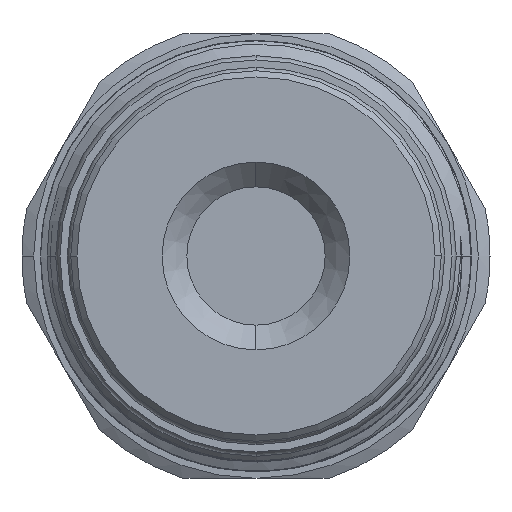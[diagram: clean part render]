
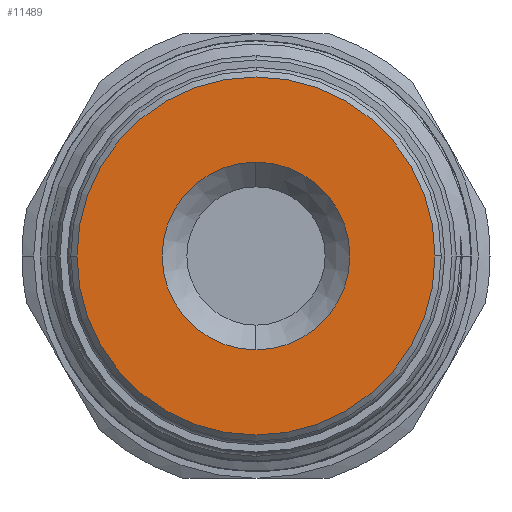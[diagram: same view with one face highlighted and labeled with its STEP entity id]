
A CAD part, left-side view. The second image highlights one B-rep face of the part: STEP entity #11489.
In plain terms, the highlighted planar face has unit normal (-1, 0, 0).
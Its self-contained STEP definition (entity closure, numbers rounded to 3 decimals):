
#444 = CARTESIAN_POINT ( 'NONE',  ( -47.85, -14.5, 0. ) ) ;
#667 = DIRECTION ( 'NONE',  ( -1., 0., 0. ) ) ;
#998 = DIRECTION ( 'NONE',  ( -1., 0., 0. ) ) ;
#1351 = CARTESIAN_POINT ( 'NONE',  ( -47.85, 0., 0. ) ) ;
#2646 = VERTEX_POINT ( 'NONE', #444 ) ;
#2965 = CARTESIAN_POINT ( 'NONE',  ( -47.85, 0., 0. ) ) ;
#3598 = DIRECTION ( 'NONE',  ( 0., 1., 0. ) ) ;
#3635 = DIRECTION ( 'NONE',  ( 1., 0., 0. ) ) ;
#4319 = CARTESIAN_POINT ( 'NONE',  ( -47.85, 14.5, 0. ) ) ;
#4931 = ORIENTED_EDGE ( 'NONE', *, *, #6348, .T. ) ;
#5223 = ORIENTED_EDGE ( 'NONE', *, *, #12270, .T. ) ;
#5361 = VERTEX_POINT ( 'NONE', #12345 ) ;
#5825 = DIRECTION ( 'NONE',  ( 0., 1., 0. ) ) ;
#5897 = FACE_BOUND ( 'NONE', #9417, .T. ) ;
#6075 = CIRCLE ( 'NONE', #12496, 14.5 ) ;
#6308 = VERTEX_POINT ( 'NONE', #12347 ) ;
#6348 = EDGE_CURVE ( 'NONE', #6308, #5361, #7274, .T. ) ;
#6660 = FACE_OUTER_BOUND ( 'NONE', #9664, .T. ) ;
#6671 = CARTESIAN_POINT ( 'NONE',  ( -47.85, 0., 0. ) ) ;
#6727 = PLANE ( 'NONE',  #12421 ) ;
#6888 = AXIS2_PLACEMENT_3D ( 'NONE', #2965, #998, #7893 ) ;
#7274 = CIRCLE ( 'NONE', #11480, 7.6 ) ;
#7284 = VERTEX_POINT ( 'NONE', #4319 ) ;
#7548 = ORIENTED_EDGE ( 'NONE', *, *, #10609, .T. ) ;
#7560 = DIRECTION ( 'NONE',  ( 0., 1., 0. ) ) ;
#7741 = CIRCLE ( 'NONE', #11965, 7.6 ) ;
#7893 = DIRECTION ( 'NONE',  ( 0., 1., 0. ) ) ;
#8284 = DIRECTION ( 'NONE',  ( 0., 1., 0. ) ) ;
#8501 = ORIENTED_EDGE ( 'NONE', *, *, #11857, .T. ) ;
#9151 = DIRECTION ( 'NONE',  ( 1., 0., 0. ) ) ;
#9388 = CARTESIAN_POINT ( 'NONE',  ( -47.85, 0., 0. ) ) ;
#9417 = EDGE_LOOP ( 'NONE', ( #4931, #8501 ) ) ;
#9664 = EDGE_LOOP ( 'NONE', ( #5223, #7548 ) ) ;
#10609 = EDGE_CURVE ( 'NONE', #2646, #7284, #6075, .T. ) ;
#10790 = CARTESIAN_POINT ( 'NONE',  ( -47.85, 0., 0. ) ) ;
#11090 = CIRCLE ( 'NONE', #6888, 14.5 ) ;
#11480 = AXIS2_PLACEMENT_3D ( 'NONE', #6671, #3635, #3598 ) ;
#11489 = ADVANCED_FACE ( 'NONE', ( #6660, #5897 ), #6727, .F. ) ;
#11857 = EDGE_CURVE ( 'NONE', #5361, #6308, #7741, .T. ) ;
#11965 = AXIS2_PLACEMENT_3D ( 'NONE', #1351, #9151, #8284 ) ;
#12270 = EDGE_CURVE ( 'NONE', #7284, #2646, #11090, .T. ) ;
#12345 = CARTESIAN_POINT ( 'NONE',  ( -47.85, 0., -7.6 ) ) ;
#12347 = CARTESIAN_POINT ( 'NONE',  ( -47.85, 0., 7.6 ) ) ;
#12421 = AXIS2_PLACEMENT_3D ( 'NONE', #10790, #12664, #5825 ) ;
#12496 = AXIS2_PLACEMENT_3D ( 'NONE', #9388, #667, #7560 ) ;
#12664 = DIRECTION ( 'NONE',  ( 1., 0., 0. ) ) ;
